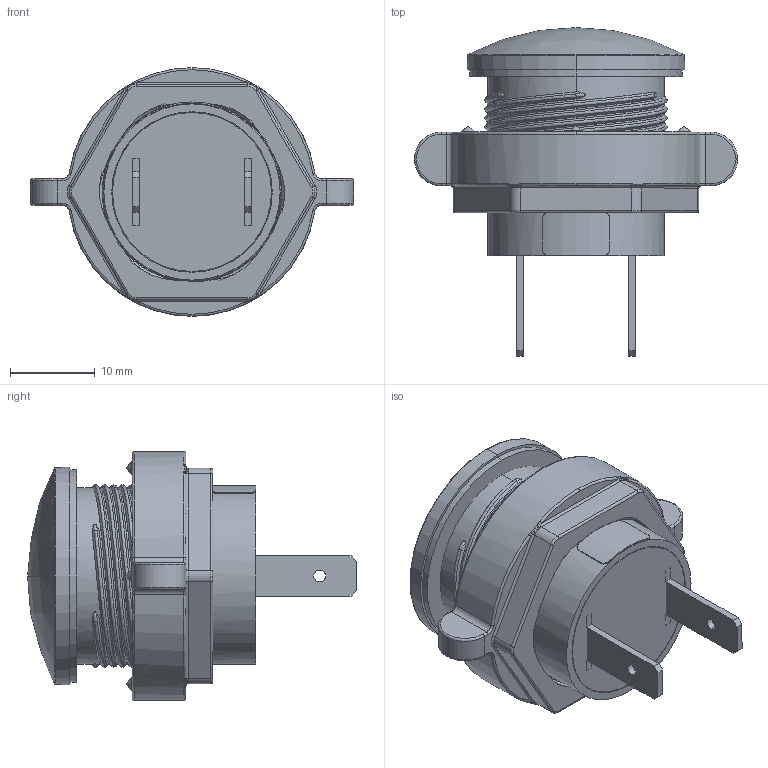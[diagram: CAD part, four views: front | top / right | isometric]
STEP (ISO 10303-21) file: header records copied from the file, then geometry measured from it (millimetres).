
FILE_DESCRIPTION (( 'STEP AP214' ), '1' );
FILE_NAME ('CNX 722 X X00 120 X.STEP', '2017-08-07T16:29:07', ( 'skyadmin' ), ( 'Microsoft' ), 'SwSTEP 2.0', 'SolidWorks 2016', '' );
FILE_SCHEMA (( 'AUTOMOTIVE_DESIGN' ));
Length unit declared in the file: inch
Products named in the file (7): Label02^CNX 722 X X00 120 X; 20-1003 Terminal .187 W_.187 wide; 7XX POTTING; RTN 722 Rev000_No Logo; CLS 722 Rev000; 722 XXX Rev000; CNX 722 X X00 120 X
Assembly tree (7 placements, depth 2):
  CNX 722 X X00 120 X
    722 XXX Rev000
    CLS 722 Rev000
    RTN 722 Rev000_No Logo
    7XX POTTING
    20-1003 Terminal .187 W_.187 wide  x2
    Label02^CNX 722 X X00 120 X
Bounding box: 38.1 x 38.76 x 29.33 mm (x, y, z)
Volume: 7065 mm3; surface area: 8161.4 mm2
Topology: 7 solids, 7 shells, 369 faces, 911 edges, 567 vertices
Faces by surface type: cylinder 114, plane 87, bspline 72, torus 60, cone 32, sphere 4
Entity records: 17702 total; most frequent: CARTESIAN_POINT 10135, ORIENTED_EDGE 1654, DIRECTION 1398, EDGE_CURVE 827, AXIS2_PLACEMENT_3D 570, VERTEX_POINT 511, EDGE_LOOP 352, ADVANCED_FACE 337
